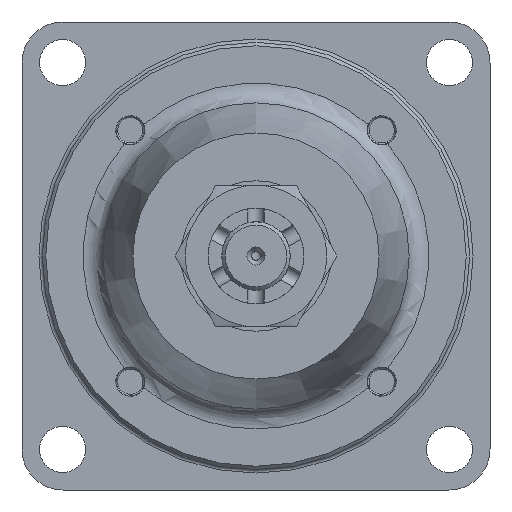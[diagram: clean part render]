
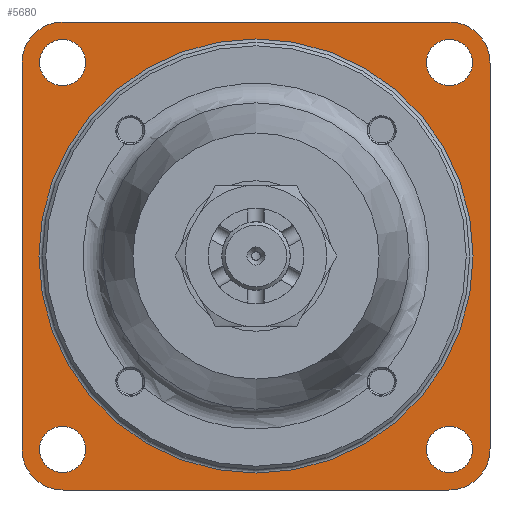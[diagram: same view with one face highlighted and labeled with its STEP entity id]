
A CAD part, left-side view. The second image highlights one B-rep face of the part: STEP entity #5680.
In plain terms, the highlighted planar face has unit normal (-1, 0, 0).
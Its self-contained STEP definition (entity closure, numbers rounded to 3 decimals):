
#392=CIRCLE('',#6348,12.);
#394=CIRCLE('',#6352,12.);
#396=CIRCLE('',#6356,12.);
#398=CIRCLE('',#6360,12.);
#401=CIRCLE('',#6364,6.75);
#403=CIRCLE('',#6367,6.75);
#405=CIRCLE('',#6370,6.75);
#407=CIRCLE('',#6373,6.75);
#409=CIRCLE('',#6378,63.5);
#590=PLANE('',#6377);
#2147=ORIENTED_EDGE('',*,*,#2980,.F.);
#2148=ORIENTED_EDGE('',*,*,#2976,.T.);
#2149=ORIENTED_EDGE('',*,*,#2974,.T.);
#2150=ORIENTED_EDGE('',*,*,#2972,.T.);
#2151=ORIENTED_EDGE('',*,*,#2970,.T.);
#2152=ORIENTED_EDGE('',*,*,#2947,.F.);
#2153=ORIENTED_EDGE('',*,*,#2977,.F.);
#2154=ORIENTED_EDGE('',*,*,#2966,.F.);
#2155=ORIENTED_EDGE('',*,*,#2963,.F.);
#2156=ORIENTED_EDGE('',*,*,#2960,.F.);
#2157=ORIENTED_EDGE('',*,*,#2957,.F.);
#2158=ORIENTED_EDGE('',*,*,#2954,.F.);
#2159=ORIENTED_EDGE('',*,*,#2951,.F.);
#2947=EDGE_CURVE('',#3518,#3519,#392,.T.);
#2951=EDGE_CURVE('',#3519,#3522,#3903,.T.);
#2954=EDGE_CURVE('',#3522,#3524,#394,.T.);
#2957=EDGE_CURVE('',#3524,#3526,#3907,.T.);
#2960=EDGE_CURVE('',#3526,#3528,#396,.T.);
#2963=EDGE_CURVE('',#3528,#3530,#3911,.T.);
#2966=EDGE_CURVE('',#3530,#3532,#398,.T.);
#2970=EDGE_CURVE('',#3535,#3535,#401,.T.);
#2972=EDGE_CURVE('',#3537,#3537,#403,.T.);
#2974=EDGE_CURVE('',#3539,#3539,#405,.T.);
#2976=EDGE_CURVE('',#3541,#3541,#407,.T.);
#2977=EDGE_CURVE('',#3532,#3518,#3915,.T.);
#2980=EDGE_CURVE('',#3543,#3543,#409,.F.);
#3518=VERTEX_POINT('',#10067);
#3519=VERTEX_POINT('',#10068);
#3522=VERTEX_POINT('',#10076);
#3524=VERTEX_POINT('',#10082);
#3526=VERTEX_POINT('',#10088);
#3528=VERTEX_POINT('',#10094);
#3530=VERTEX_POINT('',#10100);
#3532=VERTEX_POINT('',#10106);
#3535=VERTEX_POINT('',#10114);
#3537=VERTEX_POINT('',#10119);
#3539=VERTEX_POINT('',#10124);
#3541=VERTEX_POINT('',#10129);
#3543=VERTEX_POINT('',#10138);
#3903=LINE('',#10075,#4242);
#3907=LINE('',#10087,#4246);
#3911=LINE('',#10099,#4250);
#3915=LINE('',#10131,#4254);
#4242=VECTOR('',#7886,1000.);
#4246=VECTOR('',#7898,1000.);
#4250=VECTOR('',#7910,1000.);
#4254=VECTOR('',#7946,1000.);
#4669=EDGE_LOOP('',(#2147));
#4670=EDGE_LOOP('',(#2148));
#4671=EDGE_LOOP('',(#2149));
#4672=EDGE_LOOP('',(#2150));
#4673=EDGE_LOOP('',(#2151));
#4674=EDGE_LOOP('',(#2152,#2153,#2154,#2155,#2156,#2157,#2158,#2159));
#5172=FACE_BOUND('',#4669,.T.);
#5173=FACE_BOUND('',#4670,.T.);
#5174=FACE_BOUND('',#4671,.T.);
#5175=FACE_BOUND('',#4672,.T.);
#5176=FACE_BOUND('',#4673,.T.);
#5177=FACE_BOUND('',#4674,.T.);
#5680=ADVANCED_FACE('',(#5172,#5173,#5174,#5175,#5176,#5177),#590,.F.);
#6348=AXIS2_PLACEMENT_3D('',#10066,#7878,#7879);
#6352=AXIS2_PLACEMENT_3D('',#10081,#7891,#7892);
#6356=AXIS2_PLACEMENT_3D('',#10093,#7903,#7904);
#6360=AXIS2_PLACEMENT_3D('',#10105,#7915,#7916);
#6364=AXIS2_PLACEMENT_3D('',#10113,#7924,#7925);
#6367=AXIS2_PLACEMENT_3D('',#10118,#7930,#7931);
#6370=AXIS2_PLACEMENT_3D('',#10123,#7936,#7937);
#6373=AXIS2_PLACEMENT_3D('',#10128,#7942,#7943);
#6377=AXIS2_PLACEMENT_3D('',#10136,#7952,#7953);
#6378=AXIS2_PLACEMENT_3D('',#10137,#7954,#7955);
#7878=DIRECTION('',(1.,0.,0.));
#7879=DIRECTION('',(0.,0.,-1.));
#7886=DIRECTION('',(0.,-1.,0.));
#7891=DIRECTION('',(1.,0.,0.));
#7892=DIRECTION('',(0.,0.,-1.));
#7898=DIRECTION('',(0.,0.,-1.));
#7903=DIRECTION('',(1.,0.,0.));
#7904=DIRECTION('',(0.,0.,-1.));
#7910=DIRECTION('',(0.,1.,0.));
#7915=DIRECTION('',(1.,0.,0.));
#7916=DIRECTION('',(0.,0.,-1.));
#7924=DIRECTION('',(1.,0.,0.));
#7925=DIRECTION('',(0.,0.,-1.));
#7930=DIRECTION('',(1.,0.,0.));
#7931=DIRECTION('',(0.,0.,-1.));
#7936=DIRECTION('',(1.,0.,0.));
#7937=DIRECTION('',(0.,0.,-1.));
#7942=DIRECTION('',(1.,0.,0.));
#7943=DIRECTION('',(0.,0.,-1.));
#7946=DIRECTION('',(0.,0.,1.));
#7952=DIRECTION('',(1.,0.,0.));
#7953=DIRECTION('',(0.,0.,-1.));
#7954=DIRECTION('',(1.,0.,0.));
#7955=DIRECTION('',(0.,0.,-1.));
#10066=CARTESIAN_POINT('',(0.,56.45,56.45));
#10067=CARTESIAN_POINT('',(0.,68.45,56.45));
#10068=CARTESIAN_POINT('',(0.,56.45,68.45));
#10075=CARTESIAN_POINT('',(0.,56.45,68.45));
#10076=CARTESIAN_POINT('',(0.,-56.45,68.45));
#10081=CARTESIAN_POINT('',(0.,-56.45,56.45));
#10082=CARTESIAN_POINT('',(0.,-68.45,56.45));
#10087=CARTESIAN_POINT('',(0.,-68.45,56.45));
#10088=CARTESIAN_POINT('',(0.,-68.45,-56.45));
#10093=CARTESIAN_POINT('',(0.,-56.45,-56.45));
#10094=CARTESIAN_POINT('',(0.,-56.45,-68.45));
#10099=CARTESIAN_POINT('',(0.,-56.45,-68.45));
#10100=CARTESIAN_POINT('',(0.,56.45,-68.45));
#10105=CARTESIAN_POINT('',(0.,56.45,-56.45));
#10106=CARTESIAN_POINT('',(0.,68.45,-56.45));
#10113=CARTESIAN_POINT('',(0.,56.569,-56.569));
#10114=CARTESIAN_POINT('',(0.,56.569,-63.319));
#10118=CARTESIAN_POINT('',(0.,-56.569,-56.569));
#10119=CARTESIAN_POINT('',(0.,-56.569,-63.319));
#10123=CARTESIAN_POINT('',(0.,56.569,56.569));
#10124=CARTESIAN_POINT('',(0.,56.569,49.819));
#10128=CARTESIAN_POINT('',(0.,-56.569,56.569));
#10129=CARTESIAN_POINT('',(0.,-56.569,49.819));
#10131=CARTESIAN_POINT('',(0.,68.45,-56.45));
#10136=CARTESIAN_POINT('',(0.,56.45,56.45));
#10137=CARTESIAN_POINT('',(0.,0.,0.));
#10138=CARTESIAN_POINT('',(0.,0.,-63.5));
